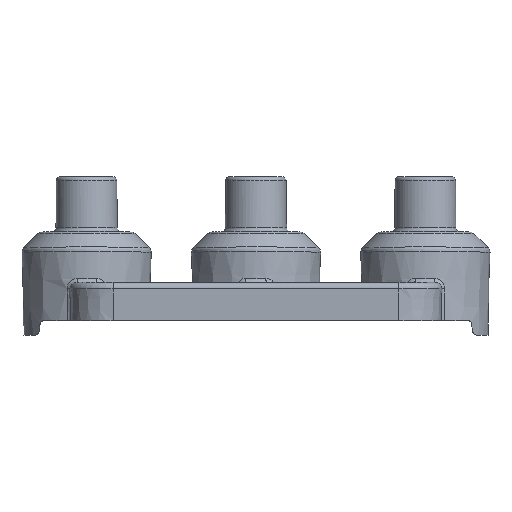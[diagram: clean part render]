
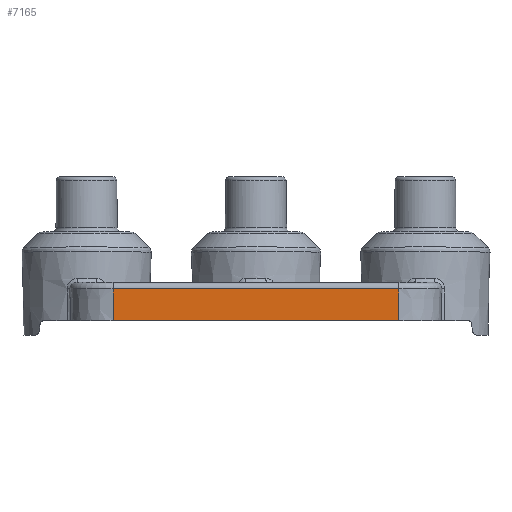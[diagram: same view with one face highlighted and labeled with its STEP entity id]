
A CAD part, front view. The second image highlights one B-rep face of the part: STEP entity #7165.
In plain terms, the highlighted planar face has unit normal (0, -1, -0.018).
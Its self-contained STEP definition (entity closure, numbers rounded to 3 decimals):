
#67 = CARTESIAN_POINT ( 'NONE',  ( -6.75, 66.974, 2.695 ) ) ;
#272 = CARTESIAN_POINT ( 'NONE',  ( 6.75, 67., 1.2 ) ) ;
#404 = CARTESIAN_POINT ( 'NONE',  ( 6.75, 66.974, 2.695 ) ) ;
#457 = DIRECTION ( 'NONE',  ( -1., 0., 0. ) ) ;
#475 = EDGE_CURVE ( 'NONE', #2973, #787, #4567, .T. ) ;
#787 = VERTEX_POINT ( 'NONE', #6685 ) ;
#807 = EDGE_CURVE ( 'NONE', #6150, #2701, #2913, .T. ) ;
#1107 = VECTOR ( 'NONE', #457, 1000. ) ;
#1138 = CARTESIAN_POINT ( 'NONE',  ( 6.75, 67., 1.2 ) ) ;
#2009 = DIRECTION ( 'NONE',  ( 0., 0.017, -1. ) ) ;
#2125 = AXIS2_PLACEMENT_3D ( 'NONE', #272, #5462, #2009 ) ;
#2230 = CARTESIAN_POINT ( 'NONE',  ( 6.75, 67., 1.2 ) ) ;
#2345 = ORIENTED_EDGE ( 'NONE', *, *, #3552, .F. ) ;
#2631 = LINE ( 'NONE', #404, #1107 ) ;
#2701 = VERTEX_POINT ( 'NONE', #1138 ) ;
#2761 = DIRECTION ( 'NONE',  ( 0., 0.017, -1. ) ) ;
#2913 = LINE ( 'NONE', #2230, #7085 ) ;
#2917 = CARTESIAN_POINT ( 'NONE',  ( 6.75, 67., 1.2 ) ) ;
#2973 = VERTEX_POINT ( 'NONE', #67 ) ;
#2998 = LINE ( 'NONE', #2917, #5277 ) ;
#3058 = CARTESIAN_POINT ( 'NONE',  ( -6.75, 67., 1.2 ) ) ;
#3291 = FACE_OUTER_BOUND ( 'NONE', #4523, .T. ) ;
#3552 = EDGE_CURVE ( 'NONE', #2701, #787, #2998, .T. ) ;
#3955 = EDGE_CURVE ( 'NONE', #6150, #2973, #2631, .T. ) ;
#4523 = EDGE_LOOP ( 'NONE', ( #6650, #6641, #6849, #2345 ) ) ;
#4567 = LINE ( 'NONE', #3058, #6799 ) ;
#5277 = VECTOR ( 'NONE', #5737, 1000. ) ;
#5362 = DIRECTION ( 'NONE',  ( 0., 0.017, -1. ) ) ;
#5451 = CARTESIAN_POINT ( 'NONE',  ( 6.75, 66.974, 2.695 ) ) ;
#5462 = DIRECTION ( 'NONE',  ( 0., -1., -0.017 ) ) ;
#5737 = DIRECTION ( 'NONE',  ( -1., 0., 0. ) ) ;
#6150 = VERTEX_POINT ( 'NONE', #5451 ) ;
#6641 = ORIENTED_EDGE ( 'NONE', *, *, #3955, .T. ) ;
#6650 = ORIENTED_EDGE ( 'NONE', *, *, #807, .F. ) ;
#6685 = CARTESIAN_POINT ( 'NONE',  ( -6.75, 67., 1.2 ) ) ;
#6799 = VECTOR ( 'NONE', #5362, 1000. ) ;
#6849 = ORIENTED_EDGE ( 'NONE', *, *, #475, .T. ) ;
#7085 = VECTOR ( 'NONE', #2761, 1000. ) ;
#7165 = ADVANCED_FACE ( 'NONE', ( #3291 ), #7241, .T. ) ;
#7241 = PLANE ( 'NONE',  #2125 ) ;
